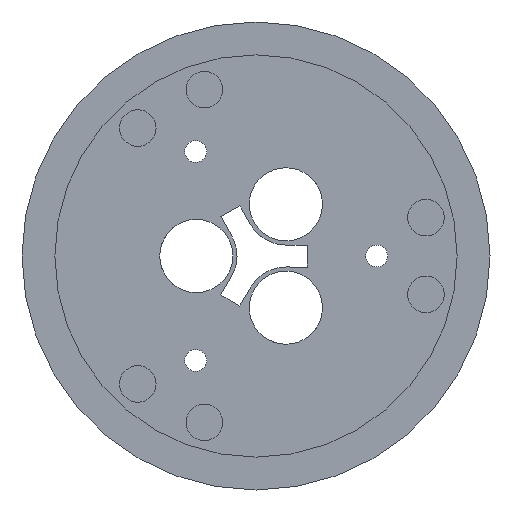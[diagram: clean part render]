
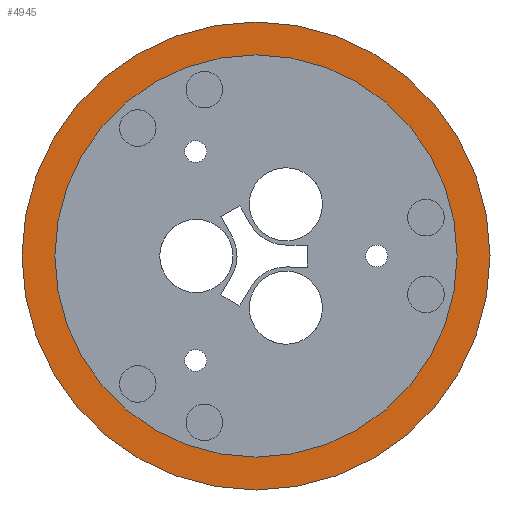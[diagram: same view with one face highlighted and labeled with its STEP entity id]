
A CAD part, front view. The second image highlights one B-rep face of the part: STEP entity #4945.
In plain terms, the highlighted planar face has unit normal (0, -1, 0).
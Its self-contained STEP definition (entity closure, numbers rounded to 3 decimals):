
#146 = AXIS2_PLACEMENT_3D ( 'NONE', #893, #3580, #1722 ) ;
#256 = DIRECTION ( 'NONE',  ( -1., 0., 0. ) ) ;
#309 = VERTEX_POINT ( 'NONE', #3055 ) ;
#344 = DIRECTION ( 'NONE',  ( 0., 1., 0. ) ) ;
#612 = DIRECTION ( 'NONE',  ( 0., 1., 0. ) ) ;
#613 = DIRECTION ( 'NONE',  ( 0., 1., 0. ) ) ;
#753 = ORIENTED_EDGE ( 'NONE', *, *, #3082, .F. ) ;
#893 = CARTESIAN_POINT ( 'NONE',  ( 0., -3.5, 0. ) ) ;
#1076 = CIRCLE ( 'NONE', #2141, 27.5 ) ;
#1139 = EDGE_CURVE ( 'NONE', #3479, #2870, #3335, .T. ) ;
#1160 = FACE_BOUND ( 'NONE', #5025, .T. ) ;
#1231 = DIRECTION ( 'NONE',  ( 1., 0., 0. ) ) ;
#1615 = AXIS2_PLACEMENT_3D ( 'NONE', #1941, #4360, #1231 ) ;
#1722 = DIRECTION ( 'NONE',  ( -1., 0., 0. ) ) ;
#1754 = DIRECTION ( 'NONE',  ( -1., 0., 0. ) ) ;
#1801 = CARTESIAN_POINT ( 'NONE',  ( 0., -3.5, 0. ) ) ;
#1836 = CARTESIAN_POINT ( 'NONE',  ( -27.5, -3.5, 0. ) ) ;
#1919 = DIRECTION ( 'NONE',  ( -1., 0., 0. ) ) ;
#1941 = CARTESIAN_POINT ( 'NONE',  ( -32., -3.5, 0. ) ) ;
#2059 = ORIENTED_EDGE ( 'NONE', *, *, #4024, .T. ) ;
#2134 = AXIS2_PLACEMENT_3D ( 'NONE', #3816, #344, #1919 ) ;
#2141 = AXIS2_PLACEMENT_3D ( 'NONE', #2209, #613, #1754 ) ;
#2199 = ORIENTED_EDGE ( 'NONE', *, *, #1139, .F. ) ;
#2209 = CARTESIAN_POINT ( 'NONE',  ( 0., -3.5, 0. ) ) ;
#2369 = FACE_OUTER_BOUND ( 'NONE', #3724, .T. ) ;
#2627 = CIRCLE ( 'NONE', #4089, 32. ) ;
#2725 = PLANE ( 'NONE',  #1615 ) ;
#2795 = VERTEX_POINT ( 'NONE', #1836 ) ;
#2870 = VERTEX_POINT ( 'NONE', #4681 ) ;
#2951 = EDGE_CURVE ( 'NONE', #2795, #309, #3184, .T. ) ;
#3055 = CARTESIAN_POINT ( 'NONE',  ( 27.5, -3.5, 0. ) ) ;
#3082 = EDGE_CURVE ( 'NONE', #2870, #3479, #2627, .T. ) ;
#3184 = CIRCLE ( 'NONE', #2134, 27.5 ) ;
#3335 = CIRCLE ( 'NONE', #146, 32. ) ;
#3425 = ORIENTED_EDGE ( 'NONE', *, *, #2951, .T. ) ;
#3479 = VERTEX_POINT ( 'NONE', #4306 ) ;
#3580 = DIRECTION ( 'NONE',  ( 0., 1., 0. ) ) ;
#3724 = EDGE_LOOP ( 'NONE', ( #753, #2199 ) ) ;
#3816 = CARTESIAN_POINT ( 'NONE',  ( 0., -3.5, 0. ) ) ;
#4024 = EDGE_CURVE ( 'NONE', #309, #2795, #1076, .T. ) ;
#4089 = AXIS2_PLACEMENT_3D ( 'NONE', #1801, #612, #256 ) ;
#4306 = CARTESIAN_POINT ( 'NONE',  ( 32., -3.5, 0. ) ) ;
#4360 = DIRECTION ( 'NONE',  ( 0., -1., 0. ) ) ;
#4681 = CARTESIAN_POINT ( 'NONE',  ( -32., -3.5, 0. ) ) ;
#4945 = ADVANCED_FACE ( 'NONE', ( #1160, #2369 ), #2725, .T. ) ;
#5025 = EDGE_LOOP ( 'NONE', ( #3425, #2059 ) ) ;
